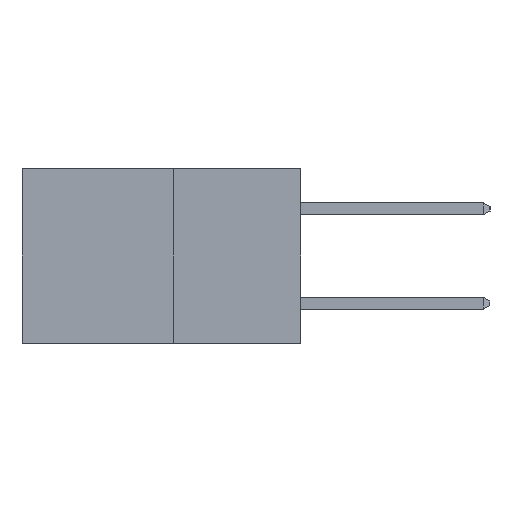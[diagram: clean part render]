
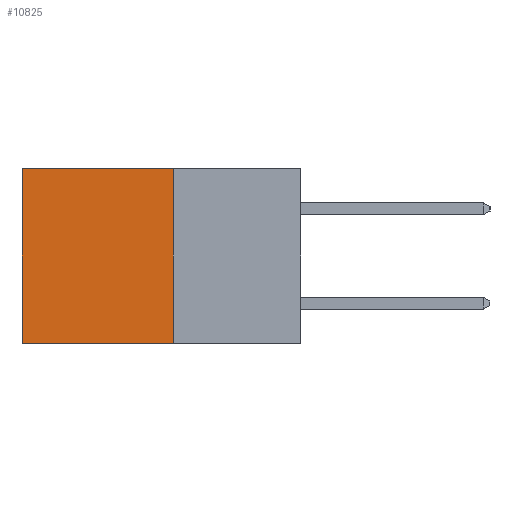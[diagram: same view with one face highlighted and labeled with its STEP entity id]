
A CAD part, left-side view. The second image highlights one B-rep face of the part: STEP entity #10825.
In plain terms, the highlighted planar face has unit normal (-1, 0, 0).
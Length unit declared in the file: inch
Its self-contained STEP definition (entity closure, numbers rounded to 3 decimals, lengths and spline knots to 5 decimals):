
#465 = DIRECTION ( 'NONE',  ( 0., 1., 0. ) ) ;
#664 = LINE ( 'NONE', #7378, #14121 ) ;
#688 = CARTESIAN_POINT ( 'NONE',  ( 0.277, 0.27, -0.37 ) ) ;
#3242 = PLANE ( 'NONE',  #14949 ) ;
#3291 = EDGE_CURVE ( 'NONE', #7221, #5513, #8941, .T. ) ;
#3413 = DIRECTION ( 'NONE',  ( 0., 1., 0. ) ) ;
#3600 = CARTESIAN_POINT ( 'NONE',  ( 0.277, 0.27, -0.37 ) ) ;
#3766 = EDGE_CURVE ( 'NONE', #4679, #6189, #664, .T. ) ;
#4588 = DIRECTION ( 'NONE',  ( 0., 0., -1. ) ) ;
#4654 = DIRECTION ( 'NONE',  ( 0., 0., -1. ) ) ;
#4679 = VERTEX_POINT ( 'NONE', #4857 ) ;
#4857 = CARTESIAN_POINT ( 'NONE',  ( 0.277, 0.27, 0. ) ) ;
#4903 = EDGE_LOOP ( 'NONE', ( #8556, #6898, #6583, #8115 ) ) ;
#5096 = EDGE_CURVE ( 'NONE', #6189, #5513, #15580, .T. ) ;
#5513 = VERTEX_POINT ( 'NONE', #14498 ) ;
#5880 = VECTOR ( 'NONE', #10556, 39.37008 ) ;
#6189 = VERTEX_POINT ( 'NONE', #9966 ) ;
#6583 = ORIENTED_EDGE ( 'NONE', *, *, #10276, .F. ) ;
#6898 = ORIENTED_EDGE ( 'NONE', *, *, #3291, .F. ) ;
#7221 = VERTEX_POINT ( 'NONE', #8753 ) ;
#7378 = CARTESIAN_POINT ( 'NONE',  ( 0.277, 0.27, 0. ) ) ;
#8115 = ORIENTED_EDGE ( 'NONE', *, *, #3766, .T. ) ;
#8556 = ORIENTED_EDGE ( 'NONE', *, *, #5096, .T. ) ;
#8753 = CARTESIAN_POINT ( 'NONE',  ( 0.277, 0.27, -0.37 ) ) ;
#8941 = LINE ( 'NONE', #3600, #14814 ) ;
#9573 = CARTESIAN_POINT ( 'NONE',  ( 0.277, 0.59, -0.37 ) ) ;
#9966 = CARTESIAN_POINT ( 'NONE',  ( 0.277, 0.59, 0. ) ) ;
#10276 = EDGE_CURVE ( 'NONE', #4679, #7221, #15234, .T. ) ;
#10556 = DIRECTION ( 'NONE',  ( 0., 0., -1. ) ) ;
#10825 = ADVANCED_FACE ( 'NONE', ( #13178 ), #3242, .F. ) ;
#11902 = DIRECTION ( 'NONE',  ( 1., 0., 0. ) ) ;
#11961 = CARTESIAN_POINT ( 'NONE',  ( 0.277, 0.27, -0.37 ) ) ;
#12640 = VECTOR ( 'NONE', #4654, 39.37008 ) ;
#13178 = FACE_OUTER_BOUND ( 'NONE', #4903, .T. ) ;
#14121 = VECTOR ( 'NONE', #465, 39.37008 ) ;
#14498 = CARTESIAN_POINT ( 'NONE',  ( 0.277, 0.59, -0.37 ) ) ;
#14814 = VECTOR ( 'NONE', #3413, 39.37008 ) ;
#14949 = AXIS2_PLACEMENT_3D ( 'NONE', #688, #11902, #4588 ) ;
#15234 = LINE ( 'NONE', #11961, #12640 ) ;
#15580 = LINE ( 'NONE', #9573, #5880 ) ;
